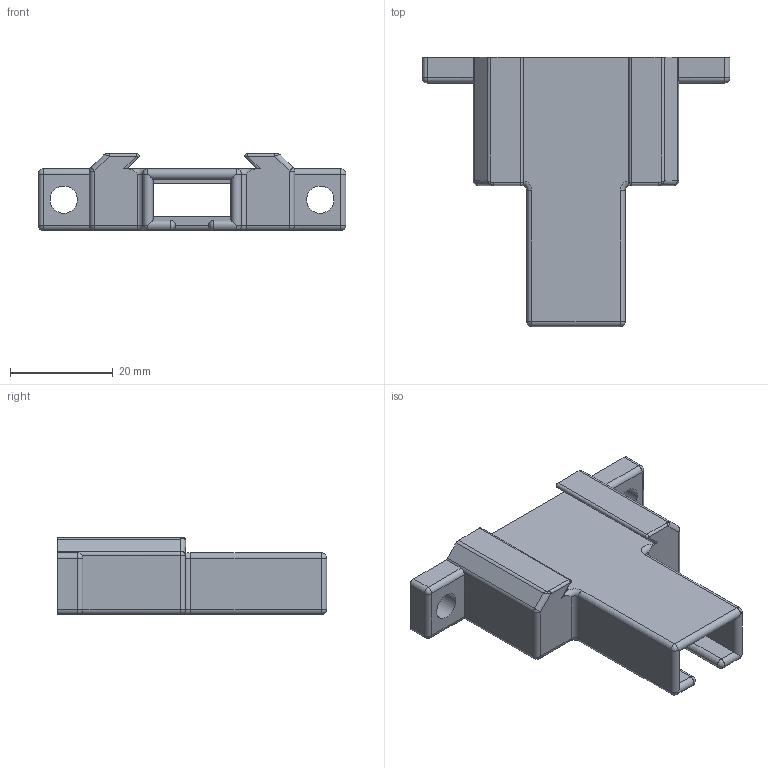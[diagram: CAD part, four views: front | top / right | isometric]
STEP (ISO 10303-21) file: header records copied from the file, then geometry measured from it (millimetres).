
FILE_DESCRIPTION(/* description */ ('STEP AP242','CAx-IF Rec.Pracs.---Representation and Presentation of Product Manufacturing Information (PMI)---4.0---2014-10-13','CAx-IF Rec.Pracs.---3D Tessellated Geometry---0.4---2014-09-14','2;1'),/* implementation_level */ '2;1');
FILE_NAME(/* name */ '67333b7154ce8c2541866cf6',/* time_stamp */ '2024-11-12T11:26:42Z',/* author */ (''),/* organization */ (''),/* preprocessor_version */ 'ST-DEVELOPER v20',/* originating_system */ 'ONSHAPE BY PTC INC, 1.189',/* authorisation */ ' ');
FILE_SCHEMA (('AP242_MANAGED_MODEL_BASED_3D_ENGINEERING_MIM_LF { 1 0 10303 442 1 1 4 }'));
Length unit declared in the file: metre
Products named in the file (1): SCALE_MOUNT
Bounding box: 60 x 52.5 x 15 mm (x, y, z)
Volume: 13471.8 mm3; surface area: 8057.8 mm2
Topology: 1 solids, 1 shells, 100 faces, 259 edges, 142 vertices
Faces by surface type: cylinder 46, plane 30, sphere 16, torus 4, bspline 4
Full cylindrical faces by diameter (mm): 3.2 x2, 5.3 x2
Entity records: 2901 total; most frequent: CARTESIAN_POINT 530, DIRECTION 527, ORIENTED_EDGE 466, EDGE_CURVE 233, AXIS2_PLACEMENT_3D 201, VERTEX_POINT 138, LINE 125, VECTOR 125
